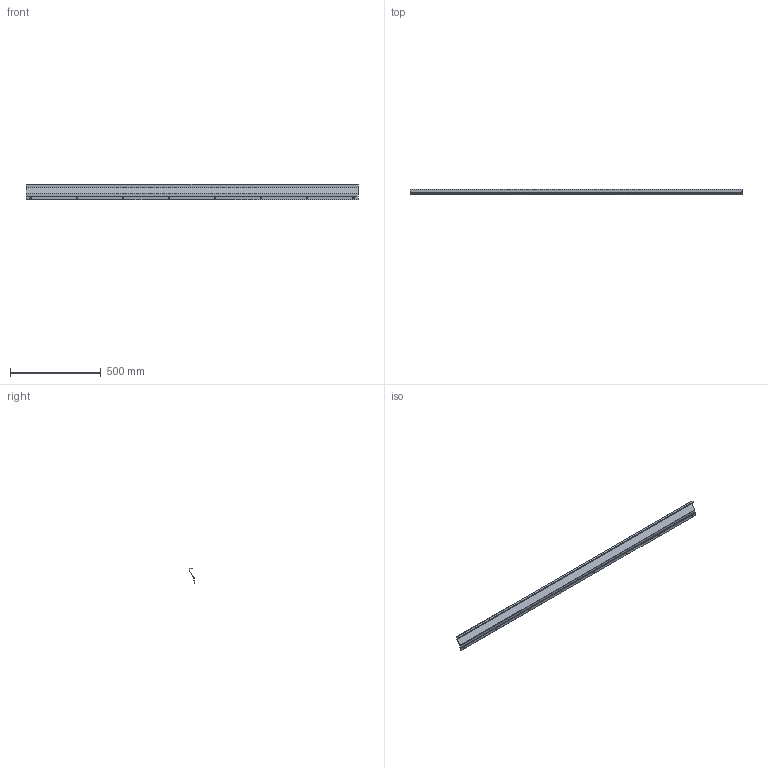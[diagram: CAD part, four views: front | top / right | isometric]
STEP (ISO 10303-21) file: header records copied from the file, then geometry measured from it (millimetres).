
FILE_DESCRIPTION(/* description */ ('DRIP SHIELD,CS'),/* implementation_level */ '2;1');
FILE_NAME(/* name */ 'DK72.stp',/* time_stamp */ '2017-08-28T13:07:59-05:00',/* author */ ('wford'),/* organization */ (''),/* preprocessor_version */ 'ST-DEVELOPER v16.1',/* originating_system */ 'Autodesk Inventor 2016',/* authorisation */ '');
FILE_SCHEMA (('AUTOMOTIVE_DESIGN { 1 0 10303 214 3 1 1 }'));
Length unit declared in the file: inch
Products named in the file (1): DK & SSDK
Bounding box: 1828.8 x 28.02 x 83.73 mm (x, y, z)
Volume: 356584.6 mm3; surface area: 387023.9 mm2
Topology: 1 solids, 1 shells, 36 faces, 102 edges, 68 vertices
Faces by surface type: cylinder 20, plane 16
Full cylindrical faces by diameter (mm): 7.144 x8
Entity records: 1204 total; most frequent: DIRECTION 208, CARTESIAN_POINT 199, ORIENTED_EDGE 188, EDGE_CURVE 94, AXIS2_PLACEMENT_3D 77, VERTEX_POINT 68, EDGE_LOOP 60, LINE 54
